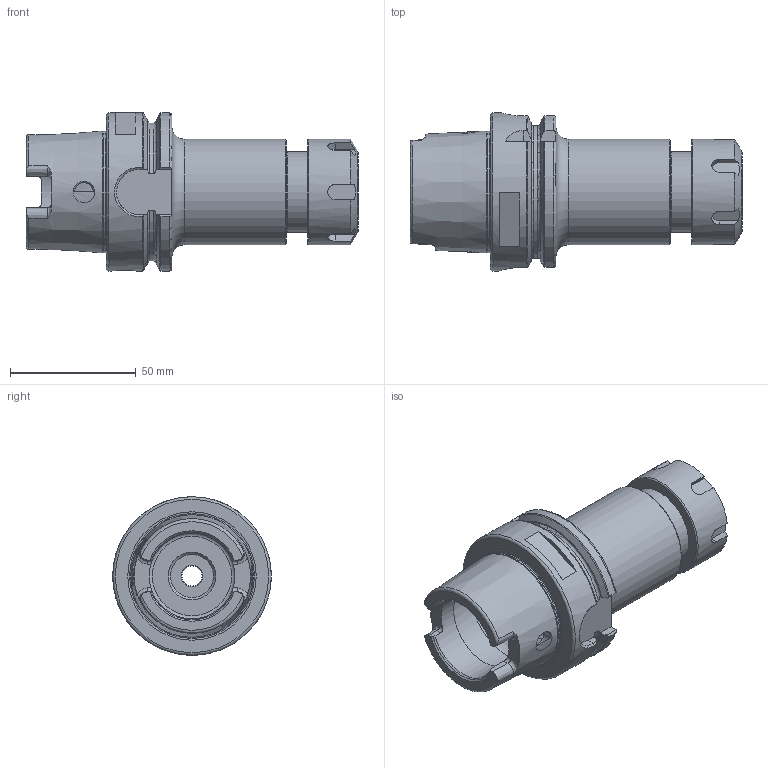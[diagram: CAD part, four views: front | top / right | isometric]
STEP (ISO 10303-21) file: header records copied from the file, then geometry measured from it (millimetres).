
FILE_DESCRIPTION(/* description */ (''),/* implementation_level */ '2;1');
FILE_NAME(/* name */ 'HSK063A-ER25-100.stp',/* time_stamp */ '2019-05-28T16:55:32-05:00',/* author */ ('ldfli'),/* organization */ (''),/* preprocessor_version */ 'ST-DEVELOPER v18',/* originating_system */ 'Autodesk Inventor LT',/* authorisation */ '');
FILE_SCHEMA (('AUTOMOTIVE_DESIGN { 1 0 10303 214 3 1 1 }'));
Length unit declared in the file: millimetre
Products named in the file (1): HSK063A-ER25-100
Bounding box: 132 x 63 x 63 mm (x, y, z)
Volume: 153460.7 mm3; surface area: 39898.9 mm2
Topology: 2 solids, 2 shells, 181 faces, 536 edges, 371 vertices
Faces by surface type: plane 71, cylinder 40, cone 29, torus 28, bspline 13
Full cylindrical faces by diameter (mm): 7.5 x2, 8 x1, 10 x1, 14 x1, 15.748 x1, 17 x1, 18 x1, 19 x1, 20.515 x1, 23.5 x1, 28.5 x1, 30.5 x1, 32 x1, 33.72 x1, 34 x2, 40 x1, 42 x2, 48.241 x1, 63 x1
Entity records: 7727 total; most frequent: CARTESIAN_POINT 2958, ORIENTED_EDGE 1076, DIRECTION 936, EDGE_CURVE 538, AXIS2_PLACEMENT_3D 390, VERTEX_POINT 373, CIRCLE 222, EDGE_LOOP 199
